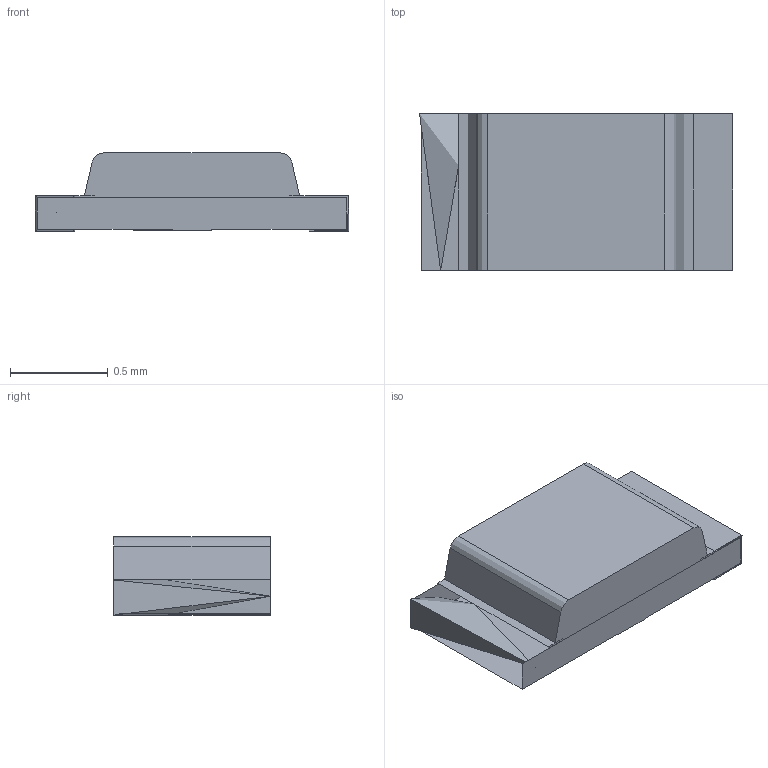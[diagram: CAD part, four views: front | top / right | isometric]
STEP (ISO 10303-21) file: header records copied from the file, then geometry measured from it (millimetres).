
FILE_DESCRIPTION (( 'STEP AP203' ), '1' );
FILE_NAME ('User Library-LTST-C193NBKT.STEP', '2016-11-11T22:12:50', ( 'Windows User' ), ( '' ), 'SwSTEP 2.0', 'SolidWorks 2016', '' );
FILE_SCHEMA (( 'CONFIG_CONTROL_DESIGN' ));
Length unit declared in the file: millimetre
Products named in the file (1): User Library-LTST-C193NBKT
Bounding box: 1.6 x 0.8 x 0.4 mm (x, y, z)
Topology: 0 solids, 12 shells, 41 faces, 124 edges, 96 vertices
Faces by surface type: plane 39, cylinder 2
Entity records: 1429 total; most frequent: CARTESIAN_POINT 264, DIRECTION 213, ORIENTED_EDGE 184, EDGE_CURVE 125, LINE 121, VECTOR 121, VERTEX_POINT 97, AXIS2_PLACEMENT_3D 46
